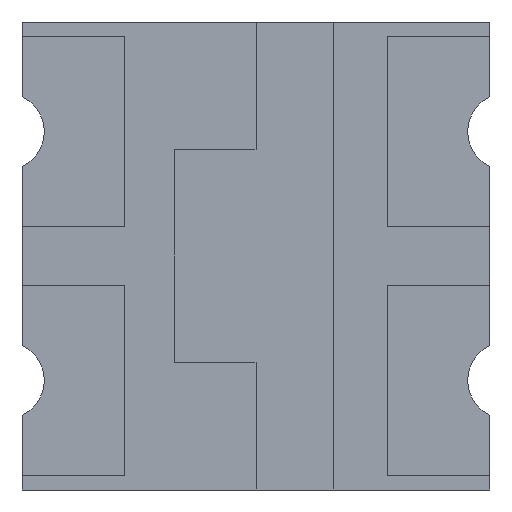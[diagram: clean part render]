
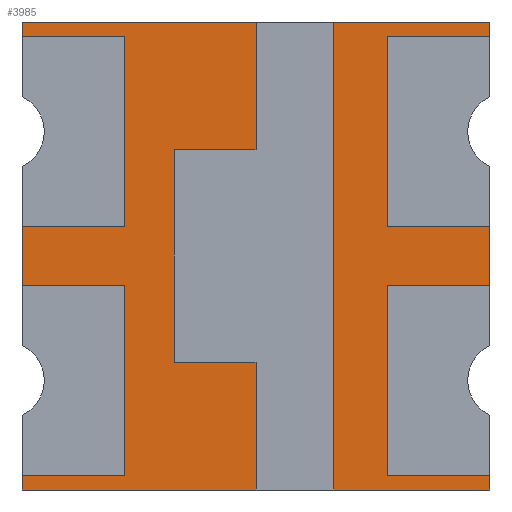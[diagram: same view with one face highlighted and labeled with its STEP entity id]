
A CAD part, front view. The second image highlights one B-rep face of the part: STEP entity #3985.
In plain terms, the highlighted planar face has unit normal (0, -1, 0).
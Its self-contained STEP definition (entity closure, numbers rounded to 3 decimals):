
#394 = LINE ( 'NONE', #395, #659 ) ;
#395 = CARTESIAN_POINT ( 'NONE',  ( -1.5, -0.125, 0.8 ) ) ;
#396 = DIRECTION ( 'NONE',  ( -1., 0., 0. ) ) ;
#659 = VECTOR ( 'NONE', #396, 1000. ) ;
#3006 = VERTEX_POINT ( 'NONE', #3532 ) ;
#3007 = VERTEX_POINT ( 'NONE', #3533 ) ;
#3008 = VERTEX_POINT ( 'NONE', #3534 ) ;
#3009 = VERTEX_POINT ( 'NONE', #3535 ) ;
#3010 = VERTEX_POINT ( 'NONE', #3536 ) ;
#3011 = VERTEX_POINT ( 'NONE', #3537 ) ;
#3012 = VERTEX_POINT ( 'NONE', #3538 ) ;
#3014 = VERTEX_POINT ( 'NONE', #3540 ) ;
#3017 = VERTEX_POINT ( 'NONE', #3543 ) ;
#3018 = VERTEX_POINT ( 'NONE', #3544 ) ;
#3158 = VERTEX_POINT ( 'NONE', #3684 ) ;
#3159 = VERTEX_POINT ( 'NONE', #3685 ) ;
#3532 = CARTESIAN_POINT ( 'NONE',  ( -0.8, -0.125, -0.8 ) ) ;
#3533 = CARTESIAN_POINT ( 'NONE',  ( -0.8, -0.125, -0.544 ) ) ;
#3534 = CARTESIAN_POINT ( 'NONE',  ( -0.8, -0.125, -0.306 ) ) ;
#3535 = CARTESIAN_POINT ( 'NONE',  ( -0.8, -0.125, 0.306 ) ) ;
#3536 = CARTESIAN_POINT ( 'NONE',  ( -0.8, -0.125, 0.544 ) ) ;
#3537 = CARTESIAN_POINT ( 'NONE',  ( 0.8, -0.125, 0.544 ) ) ;
#3538 = CARTESIAN_POINT ( 'NONE',  ( 0.8, -0.125, 0.306 ) ) ;
#3540 = CARTESIAN_POINT ( 'NONE',  ( 0.8, -0.125, -0.306 ) ) ;
#3543 = CARTESIAN_POINT ( 'NONE',  ( 0.8, -0.125, -0.8 ) ) ;
#3544 = CARTESIAN_POINT ( 'NONE',  ( 0.8, -0.125, -0.544 ) ) ;
#3684 = CARTESIAN_POINT ( 'NONE',  ( -0.8, -0.125, 0.8 ) ) ;
#3685 = CARTESIAN_POINT ( 'NONE',  ( 0.8, -0.125, 0.8 ) ) ;
#3985 = ADVANCED_FACE ( 'NONE', ( #6683 ), #6507, .T. ) ;
#4096 = CIRCLE ( 'NONE', #9995, 0.131 ) ;
#4097 = CIRCLE ( 'NONE', #9959, 0.131 ) ;
#4099 = CIRCLE ( 'NONE', #10021, 0.131 ) ;
#4100 = CIRCLE ( 'NONE', #10018, 0.131 ) ;
#5444 = LINE ( 'NONE', #5445, #10012 ) ;
#5445 = CARTESIAN_POINT ( 'NONE',  ( -1.5, -0.125, -0.8 ) ) ;
#5446 = DIRECTION ( 'NONE',  ( -1., 0., 0. ) ) ;
#5452 = CARTESIAN_POINT ( 'NONE',  ( -0.854, -0.125, 0.425 ) ) ;
#5453 = LINE ( 'NONE', #5454, #10015 ) ;
#5454 = CARTESIAN_POINT ( 'NONE',  ( -0.8, -0.125, 0.8 ) ) ;
#5455 = DIRECTION ( 'NONE',  ( 0., 0., -1. ) ) ;
#5456 = LINE ( 'NONE', #5457, #10016 ) ;
#5457 = CARTESIAN_POINT ( 'NONE',  ( 0.8, -0.125, 0.8 ) ) ;
#5458 = DIRECTION ( 'NONE',  ( 0., 0., -1. ) ) ;
#5459 = LINE ( 'NONE', #5460, #10017 ) ;
#5460 = CARTESIAN_POINT ( 'NONE',  ( -0.8, -0.125, 0.8 ) ) ;
#5461 = DIRECTION ( 'NONE',  ( 0., 0., -1. ) ) ;
#5462 = DIRECTION ( 'NONE',  ( 0., 1., 0. ) ) ;
#5463 = DIRECTION ( 'NONE',  ( 0., 0., -1. ) ) ;
#5464 = CARTESIAN_POINT ( 'NONE',  ( -0.854, -0.125, -0.425 ) ) ;
#5465 = DIRECTION ( 'NONE',  ( 0., -1., 0. ) ) ;
#5466 = DIRECTION ( 'NONE',  ( 0., 0., -1. ) ) ;
#5468 = LINE ( 'NONE', #5469, #10019 ) ;
#5469 = CARTESIAN_POINT ( 'NONE',  ( -0.8, -0.125, 0.8 ) ) ;
#5470 = DIRECTION ( 'NONE',  ( 0., 0., -1. ) ) ;
#5476 = CARTESIAN_POINT ( 'NONE',  ( 0.854, -0.125, -0.425 ) ) ;
#5489 = LINE ( 'NONE', #5490, #10026 ) ;
#5490 = CARTESIAN_POINT ( 'NONE',  ( 0.8, -0.125, 0.8 ) ) ;
#5491 = DIRECTION ( 'NONE',  ( 0., 0., -1. ) ) ;
#5492 = DIRECTION ( 'NONE',  ( 0., 1., 0. ) ) ;
#5493 = DIRECTION ( 'NONE',  ( 0., 0., -1. ) ) ;
#5494 = CARTESIAN_POINT ( 'NONE',  ( 0.854, -0.125, 0.425 ) ) ;
#5495 = DIRECTION ( 'NONE',  ( 0., -1., 0. ) ) ;
#5496 = DIRECTION ( 'NONE',  ( 0., 0., -1. ) ) ;
#5548 = LINE ( 'NONE', #5549, #10031 ) ;
#5549 = CARTESIAN_POINT ( 'NONE',  ( 0.8, -0.125, 0.8 ) ) ;
#5550 = DIRECTION ( 'NONE',  ( 0., 0., -1. ) ) ;
#6507 = PLANE ( 'NONE',  #6686 ) ;
#6508 = CARTESIAN_POINT ( 'NONE',  ( -1.5, -0.125, 0.8 ) ) ;
#6509 = DIRECTION ( 'NONE',  ( 0., -1., 0. ) ) ;
#6510 = DIRECTION ( 'NONE',  ( 0., 0., -1. ) ) ;
#6683 = FACE_OUTER_BOUND ( 'NONE', #11906, .T. ) ;
#6686 = AXIS2_PLACEMENT_3D ( 'NONE', #6508, #6509, #6510 ) ;
#9959 = AXIS2_PLACEMENT_3D ( 'NONE', #5464, #5465, #5466 ) ;
#9995 = AXIS2_PLACEMENT_3D ( 'NONE', #5452, #5462, #5463 ) ;
#10012 = VECTOR ( 'NONE', #5446, 1000. ) ;
#10015 = VECTOR ( 'NONE', #5455, 1000. ) ;
#10016 = VECTOR ( 'NONE', #5458, 1000. ) ;
#10017 = VECTOR ( 'NONE', #5461, 1000. ) ;
#10018 = AXIS2_PLACEMENT_3D ( 'NONE', #5494, #5495, #5496 ) ;
#10019 = VECTOR ( 'NONE', #5470, 1000. ) ;
#10021 = AXIS2_PLACEMENT_3D ( 'NONE', #5476, #5492, #5493 ) ;
#10026 = VECTOR ( 'NONE', #5491, 1000. ) ;
#10031 = VECTOR ( 'NONE', #5550, 1000. ) ;
#11906 = EDGE_LOOP ( 'NONE', ( #12161, #12165, #12162, #12164, #12160, #12163, #12150, #12153, #12152, #12151, #12149, #12155 ) ) ;
#12149 = ORIENTED_EDGE ( 'NONE', *, *, #13760, .T. ) ;
#12150 = ORIENTED_EDGE ( 'NONE', *, *, #13755, .T. ) ;
#12151 = ORIENTED_EDGE ( 'NONE', *, *, #13759, .F. ) ;
#12152 = ORIENTED_EDGE ( 'NONE', *, *, #13757, .T. ) ;
#12153 = ORIENTED_EDGE ( 'NONE', *, *, #13758, .T. ) ;
#12155 = ORIENTED_EDGE ( 'NONE', *, *, #13752, .F. ) ;
#12160 = ORIENTED_EDGE ( 'NONE', *, *, #13756, .F. ) ;
#12161 = ORIENTED_EDGE ( 'NONE', *, *, #13776, .F. ) ;
#12162 = ORIENTED_EDGE ( 'NONE', *, *, #13767, .F. ) ;
#12163 = ORIENTED_EDGE ( 'NONE', *, *, #13230, .T. ) ;
#12164 = ORIENTED_EDGE ( 'NONE', *, *, #13769, .F. ) ;
#12165 = ORIENTED_EDGE ( 'NONE', *, *, #13768, .T. ) ;
#13230 = EDGE_CURVE ( 'NONE', #3159, #3158, #394, .T. ) ;
#13752 = EDGE_CURVE ( 'NONE', #3017, #3006, #5444, .T. ) ;
#13755 = EDGE_CURVE ( 'NONE', #3158, #3010, #5453, .T. ) ;
#13756 = EDGE_CURVE ( 'NONE', #3159, #3011, #5456, .T. ) ;
#13757 = EDGE_CURVE ( 'NONE', #3009, #3008, #5459, .T. ) ;
#13758 = EDGE_CURVE ( 'NONE', #3010, #3009, #4096, .T. ) ;
#13759 = EDGE_CURVE ( 'NONE', #3007, #3008, #4097, .T. ) ;
#13760 = EDGE_CURVE ( 'NONE', #3007, #3006, #5468, .T. ) ;
#13767 = EDGE_CURVE ( 'NONE', #3012, #3014, #5489, .T. ) ;
#13768 = EDGE_CURVE ( 'NONE', #3018, #3014, #4099, .T. ) ;
#13769 = EDGE_CURVE ( 'NONE', #3011, #3012, #4100, .T. ) ;
#13776 = EDGE_CURVE ( 'NONE', #3018, #3017, #5548, .T. ) ;
